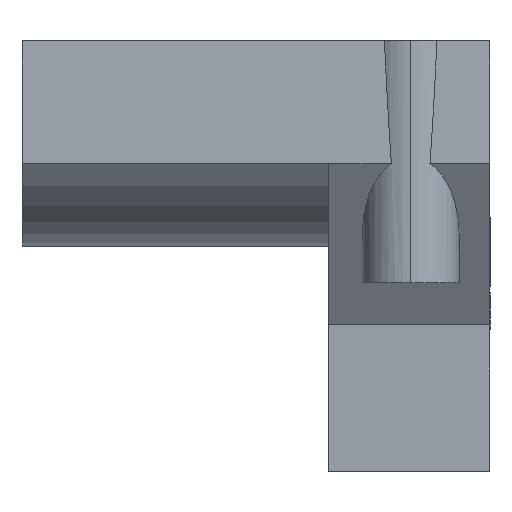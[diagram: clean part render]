
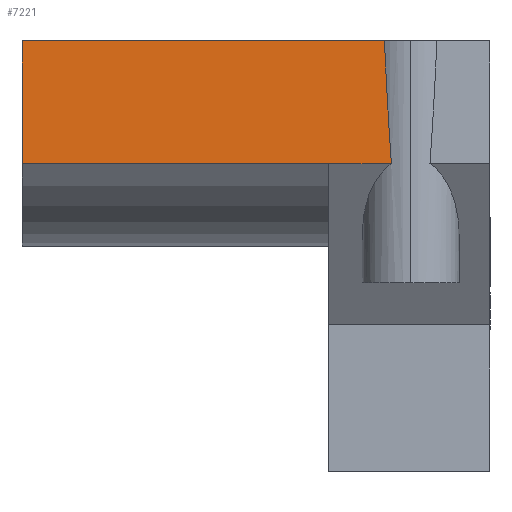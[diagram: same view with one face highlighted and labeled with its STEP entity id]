
A CAD part, front view. The second image highlights one B-rep face of the part: STEP entity #7221.
In plain terms, the highlighted planar face has unit normal (0, -1, 0.03).
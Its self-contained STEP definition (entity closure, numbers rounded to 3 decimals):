
#1070 = PLANE('',#1071);
#1071 = AXIS2_PLACEMENT_3D('',#1072,#1073,#1074);
#1072 = CARTESIAN_POINT('',(-12.,-9.158,8.419));
#1073 = DIRECTION('',(1.,0.,0.));
#1074 = DIRECTION('',(0.,0.,-1.));
#2761 = VERTEX_POINT('',#2762);
#2762 = CARTESIAN_POINT('',(-12.,-19.145,-2.61));
#2777 = CYLINDRICAL_SURFACE('',#2778,11.14);
#2778 = AXIS2_PLACEMENT_3D('',#2779,#2780,#2781);
#2779 = CARTESIAN_POINT('',(7.,-9.745,3.369));
#2780 = DIRECTION('',(1.,0.,0.));
#2781 = DIRECTION('',(0.,-1.,0.));
#2789 = EDGE_CURVE('',#2790,#2761,#2792,.T.);
#2790 = VERTEX_POINT('',#2791);
#2791 = CARTESIAN_POINT('',(-12.,-18.913,5.));
#2792 = SURFACE_CURVE('',#2793,(#2797,#2804),.PCURVE_S1.);
#2793 = LINE('',#2794,#2795);
#2794 = CARTESIAN_POINT('',(-12.,-18.,35.));
#2795 = VECTOR('',#2796,1.);
#2796 = DIRECTION('',(0.,-0.03,
    -1.));
#2797 = PCURVE('',#1070,#2798);
#2798 = DEFINITIONAL_REPRESENTATION('',(#2799),#2803);
#2799 = LINE('',#2800,#2801);
#2800 = CARTESIAN_POINT('',(-26.581,-8.842));
#2801 = VECTOR('',#2802,1.);
#2802 = DIRECTION('',(1.,-0.03));
#2803 = ( GEOMETRIC_REPRESENTATION_CONTEXT(2) 
PARAMETRIC_REPRESENTATION_CONTEXT() REPRESENTATION_CONTEXT('2D SPACE',''
  ) );
#2804 = PCURVE('',#2805,#2810);
#2805 = PLANE('',#2806);
#2806 = AXIS2_PLACEMENT_3D('',#2807,#2808,#2809);
#2807 = CARTESIAN_POINT('',(17.,-18.,35.));
#2808 = DIRECTION('',(0.,1.,
    -0.03));
#2809 = DIRECTION('',(0.,0.03,
    1.));
#2810 = DEFINITIONAL_REPRESENTATION('',(#2811),#2815);
#2811 = LINE('',#2812,#2813);
#2812 = CARTESIAN_POINT('',(0.,-29.));
#2813 = VECTOR('',#2814,1.);
#2814 = DIRECTION('',(-1.,0.));
#2815 = ( GEOMETRIC_REPRESENTATION_CONTEXT(2) 
PARAMETRIC_REPRESENTATION_CONTEXT() REPRESENTATION_CONTEXT('2D SPACE',''
  ) );
#2831 = PLANE('',#2832);
#2832 = AXIS2_PLACEMENT_3D('',#2833,#2834,#2835);
#2833 = CARTESIAN_POINT('',(-21.,-25.,5.));
#2834 = DIRECTION('',(0.,0.,1.));
#2835 = DIRECTION('',(0.,1.,0.));
#6779 = EDGE_CURVE('',#6780,#2790,#6782,.T.);
#6780 = VERTEX_POINT('',#6781);
#6781 = CARTESIAN_POINT('',(10.454,-18.913,5.));
#6782 = SURFACE_CURVE('',#6783,(#6787,#6794),.PCURVE_S1.);
#6783 = LINE('',#6784,#6785);
#6784 = CARTESIAN_POINT('',(-2.,-18.913,5.));
#6785 = VECTOR('',#6786,1.);
#6786 = DIRECTION('',(-1.,0.,0.));
#6787 = PCURVE('',#2831,#6788);
#6788 = DEFINITIONAL_REPRESENTATION('',(#6789),#6793);
#6789 = LINE('',#6790,#6791);
#6790 = CARTESIAN_POINT('',(6.087,-19.));
#6791 = VECTOR('',#6792,1.);
#6792 = DIRECTION('',(0.,1.));
#6793 = ( GEOMETRIC_REPRESENTATION_CONTEXT(2) 
PARAMETRIC_REPRESENTATION_CONTEXT() REPRESENTATION_CONTEXT('2D SPACE',''
  ) );
#6794 = PCURVE('',#2805,#6795);
#6795 = DEFINITIONAL_REPRESENTATION('',(#6796),#6800);
#6796 = LINE('',#6797,#6798);
#6797 = CARTESIAN_POINT('',(-30.014,-19.));
#6798 = VECTOR('',#6799,1.);
#6799 = DIRECTION('',(0.,-1.));
#6800 = ( GEOMETRIC_REPRESENTATION_CONTEXT(2) 
PARAMETRIC_REPRESENTATION_CONTEXT() REPRESENTATION_CONTEXT('2D SPACE',''
  ) );
#6823 = CYLINDRICAL_SURFACE('',#6824,3.);
#6824 = AXIS2_PLACEMENT_3D('',#6825,#6826,#6827);
#6825 = CARTESIAN_POINT('',(12.084,-16.395,-10.));
#6826 = DIRECTION('',(0.,0.,-1.));
#6827 = DIRECTION('',(0.,-1.,0.));
#7221 = ADVANCED_FACE('',(#7222),#2805,.F.);
#7222 = FACE_BOUND('',#7223,.T.);
#7223 = EDGE_LOOP('',(#7224,#7225,#7226,#7249,#7277));
#7224 = ORIENTED_EDGE('',*,*,#6779,.T.);
#7225 = ORIENTED_EDGE('',*,*,#2789,.T.);
#7226 = ORIENTED_EDGE('',*,*,#7227,.F.);
#7227 = EDGE_CURVE('',#7228,#2761,#7230,.T.);
#7228 = VERTEX_POINT('',#7229);
#7229 = CARTESIAN_POINT('',(7.,-19.145,-2.61));
#7230 = SURFACE_CURVE('',#7231,(#7235,#7242),.PCURVE_S1.);
#7231 = LINE('',#7232,#7233);
#7232 = CARTESIAN_POINT('',(17.,-19.145,-2.61));
#7233 = VECTOR('',#7234,1.);
#7234 = DIRECTION('',(-1.,0.,0.));
#7235 = PCURVE('',#2805,#7236);
#7236 = DEFINITIONAL_REPRESENTATION('',(#7237),#7241);
#7237 = LINE('',#7238,#7239);
#7238 = CARTESIAN_POINT('',(-37.627,0.));
#7239 = VECTOR('',#7240,1.);
#7240 = DIRECTION('',(0.,-1.));
#7241 = ( GEOMETRIC_REPRESENTATION_CONTEXT(2) 
PARAMETRIC_REPRESENTATION_CONTEXT() REPRESENTATION_CONTEXT('2D SPACE',''
  ) );
#7242 = PCURVE('',#2777,#7243);
#7243 = DEFINITIONAL_REPRESENTATION('',(#7244),#7248);
#7244 = LINE('',#7245,#7246);
#7245 = CARTESIAN_POINT('',(-5.717,10.));
#7246 = VECTOR('',#7247,1.);
#7247 = DIRECTION('',(-0.,-1.));
#7248 = ( GEOMETRIC_REPRESENTATION_CONTEXT(2) 
PARAMETRIC_REPRESENTATION_CONTEXT() REPRESENTATION_CONTEXT('2D SPACE',''
  ) );
#7249 = ORIENTED_EDGE('',*,*,#7250,.F.);
#7250 = EDGE_CURVE('',#7251,#7228,#7253,.T.);
#7251 = VERTEX_POINT('',#7252);
#7252 = CARTESIAN_POINT('',(10.886,-19.145,-2.61));
#7253 = SURFACE_CURVE('',#7254,(#7258,#7265),.PCURVE_S1.);
#7254 = LINE('',#7255,#7256);
#7255 = CARTESIAN_POINT('',(17.,-19.145,-2.61));
#7256 = VECTOR('',#7257,1.);
#7257 = DIRECTION('',(-1.,0.,0.));
#7258 = PCURVE('',#2805,#7259);
#7259 = DEFINITIONAL_REPRESENTATION('',(#7260),#7264);
#7260 = LINE('',#7261,#7262);
#7261 = CARTESIAN_POINT('',(-37.627,0.));
#7262 = VECTOR('',#7263,1.);
#7263 = DIRECTION('',(0.,-1.));
#7264 = ( GEOMETRIC_REPRESENTATION_CONTEXT(2) 
PARAMETRIC_REPRESENTATION_CONTEXT() REPRESENTATION_CONTEXT('2D SPACE',''
  ) );
#7265 = PCURVE('',#7266,#7271);
#7266 = PLANE('',#7267);
#7267 = AXIS2_PLACEMENT_3D('',#7268,#7269,#7270);
#7268 = CARTESIAN_POINT('',(17.,-19.145,-2.61));
#7269 = DIRECTION('',(0.,0.844,0.537)
  );
#7270 = DIRECTION('',(0.,-0.537,0.844
    ));
#7271 = DEFINITIONAL_REPRESENTATION('',(#7272),#7276);
#7272 = LINE('',#7273,#7274);
#7273 = CARTESIAN_POINT('',(0.,-0.));
#7274 = VECTOR('',#7275,1.);
#7275 = DIRECTION('',(0.,-1.));
#7276 = ( GEOMETRIC_REPRESENTATION_CONTEXT(2) 
PARAMETRIC_REPRESENTATION_CONTEXT() REPRESENTATION_CONTEXT('2D SPACE',''
  ) );
#7277 = ORIENTED_EDGE('',*,*,#7278,.T.);
#7278 = EDGE_CURVE('',#7251,#6780,#7279,.T.);
#7279 = SURFACE_CURVE('',#7280,(#7285,#7292),.PCURVE_S1.);
#7280 = ELLIPSE('',#7281,98.588,3.);
#7281 = AXIS2_PLACEMENT_3D('',#7282,#7283,#7284);
#7282 = CARTESIAN_POINT('',(12.084,-16.395,87.736));
#7283 = DIRECTION('',(0.,1.,
    -0.03));
#7284 = DIRECTION('',(0.,-0.03,
    -1.));
#7285 = PCURVE('',#2805,#7286);
#7286 = DEFINITIONAL_REPRESENTATION('',(#7287),#7291);
#7287 = ELLIPSE('',#7288,98.588,3.);
#7288 = AXIS2_PLACEMENT_2D('',#7289,#7290);
#7289 = CARTESIAN_POINT('',(52.761,-4.916));
#7290 = DIRECTION('',(-1.,0.));
#7291 = ( GEOMETRIC_REPRESENTATION_CONTEXT(2) 
PARAMETRIC_REPRESENTATION_CONTEXT() REPRESENTATION_CONTEXT('2D SPACE',''
  ) );
#7292 = PCURVE('',#6823,#7293);
#7293 = DEFINITIONAL_REPRESENTATION('',(#7294),#7303);
#7294 = B_SPLINE_CURVE_WITH_KNOTS('',7,(#7295,#7296,#7297,#7298,#7299,
    #7300,#7301,#7302),.UNSPECIFIED.,.F.,.F.,(8,8),(0.301,
    0.945),.PIECEWISE_BEZIER_KNOTS.);
#7295 = CARTESIAN_POINT('',(0.301,-3.629));
#7296 = CARTESIAN_POINT('',(0.393,-6.317));
#7297 = CARTESIAN_POINT('',(0.485,-9.933));
#7298 = CARTESIAN_POINT('',(0.577,-14.44));
#7299 = CARTESIAN_POINT('',(0.669,-19.782));
#7300 = CARTESIAN_POINT('',(0.761,-25.884));
#7301 = CARTESIAN_POINT('',(0.853,-32.657));
#7302 = CARTESIAN_POINT('',(0.945,-40.));
#7303 = ( GEOMETRIC_REPRESENTATION_CONTEXT(2) 
PARAMETRIC_REPRESENTATION_CONTEXT() REPRESENTATION_CONTEXT('2D SPACE',''
  ) );
